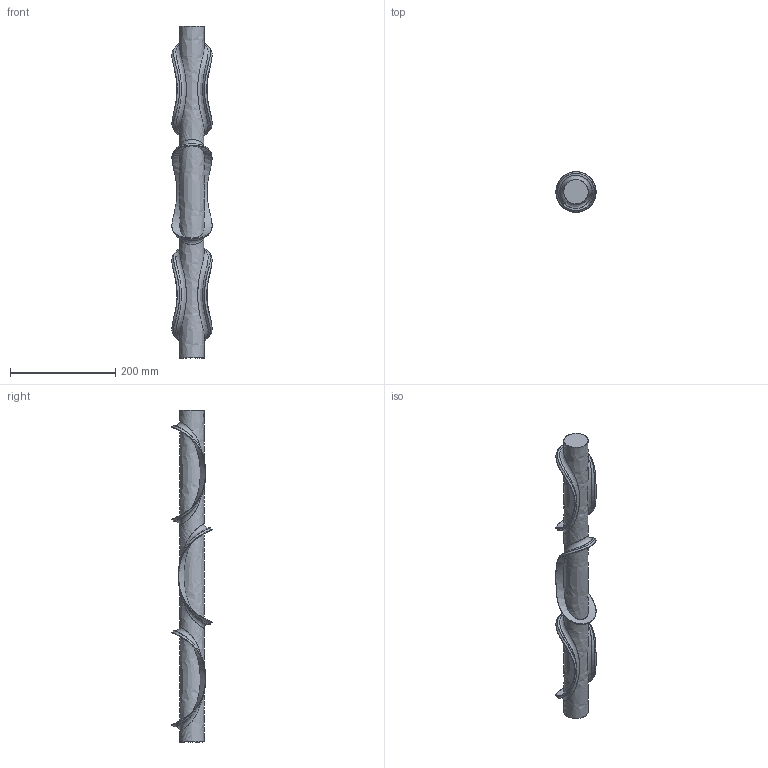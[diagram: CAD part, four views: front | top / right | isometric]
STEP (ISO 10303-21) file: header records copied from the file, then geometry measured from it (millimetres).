
FILE_DESCRIPTION((''),'2;1');
FILE_NAME('RODILLO 63CM 17.5CM SERV.STP','2025-06-19T11:39:25',(''),(''),'STEP Write','Mastercam X5 ... CNC Software, Inc.','');
FILE_SCHEMA(('AUTOMOTIVE_DESIGN'));
Length unit declared in the file: millimetre
Products named in the file (1): None
Bounding box: 76.2 x 76.2 x 630 mm (x, y, z)
Surface area: 136317.9 mm2 (no closed solid volume)
Topology: 0 solids, 21 shells, 21 faces, 93 edges, 93 vertices
Faces by surface type: bspline 21
Entity records: 32743 total; most frequent: CARTESIAN_POINT 32097, STYLED_ITEM 141, ORIENTED_EDGE 76, B_SPLINE_CURVE_WITH_KNOTS 62, EDGE_CURVE 60, VERTEX_POINT 44, DIRECTION 28, EDGE_LOOP 24
